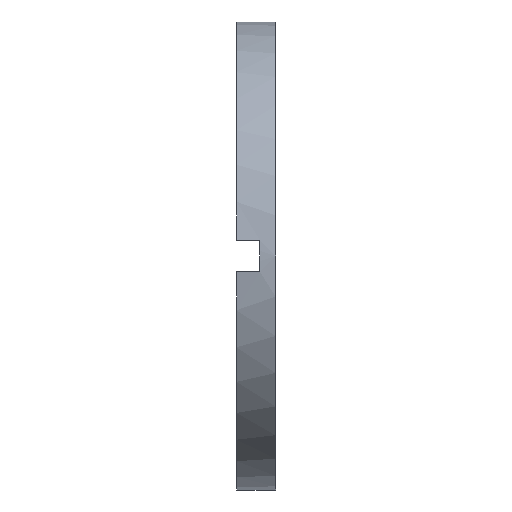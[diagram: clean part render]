
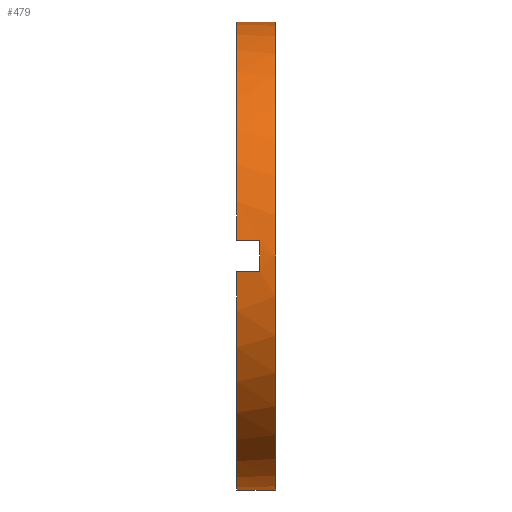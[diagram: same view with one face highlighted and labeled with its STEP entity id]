
A CAD part, left-side view. The second image highlights one B-rep face of the part: STEP entity #479.
In plain terms, the highlighted cylindrical face has radius 15 mm (diameter 30 mm), a partial arc.
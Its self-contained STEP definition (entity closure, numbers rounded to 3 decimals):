
#1 = EDGE_CURVE ( 'NONE', #409, #463, #205, .T. ) ;
#2 = AXIS2_PLACEMENT_3D ( 'NONE', #132, #398, #504 ) ;
#37 = CARTESIAN_POINT ( 'NONE',  ( -14.967, -3.464, -1. ) ) ;
#56 = EDGE_CURVE ( 'NONE', #365, #308, #433, .T. ) ;
#64 = DIRECTION ( 'NONE',  ( 0., 1., 0. ) ) ;
#74 = ORIENTED_EDGE ( 'NONE', *, *, #110, .F. ) ;
#83 = ORIENTED_EDGE ( 'NONE', *, *, #301, .F. ) ;
#87 = DIRECTION ( 'NONE',  ( 0., -1., 0. ) ) ;
#105 = DIRECTION ( 'NONE',  ( 0., 0., 1. ) ) ;
#109 = DIRECTION ( 'NONE',  ( 0., 1., 0. ) ) ;
#110 = EDGE_CURVE ( 'NONE', #339, #454, #143, .T. ) ;
#118 = LINE ( 'NONE', #208, #417 ) ;
#132 = CARTESIAN_POINT ( 'NONE',  ( 0., -4.464, 0. ) ) ;
#140 = CARTESIAN_POINT ( 'NONE',  ( 0., -1.964, 15. ) ) ;
#143 = CIRCLE ( 'NONE', #419, 15. ) ;
#146 = DIRECTION ( 'NONE',  ( 0., 1., 0. ) ) ;
#153 = CARTESIAN_POINT ( 'NONE',  ( 0., 56.261, -15. ) ) ;
#157 = VERTEX_POINT ( 'NONE', #309 ) ;
#160 = CIRCLE ( 'NONE', #271, 15. ) ;
#161 = EDGE_CURVE ( 'NONE', #365, #454, #341, .T. ) ;
#163 = DIRECTION ( 'NONE',  ( 0., 0., 1. ) ) ;
#192 = EDGE_CURVE ( 'NONE', #339, #498, #202, .T. ) ;
#199 = VECTOR ( 'NONE', #109, 1000. ) ;
#201 = CARTESIAN_POINT ( 'NONE',  ( 0., -3.464, 0. ) ) ;
#202 = LINE ( 'NONE', #373, #231 ) ;
#205 = CIRCLE ( 'NONE', #2, 15. ) ;
#207 = CARTESIAN_POINT ( 'NONE',  ( -14.967, -3.464, 1. ) ) ;
#208 = CARTESIAN_POINT ( 'NONE',  ( 0., 56.261, 15. ) ) ;
#210 = CARTESIAN_POINT ( 'NONE',  ( -14.967, -1.964, -1. ) ) ;
#213 = DIRECTION ( 'NONE',  ( 0., 1., 0. ) ) ;
#231 = VECTOR ( 'NONE', #64, 1000. ) ;
#246 = DIRECTION ( 'NONE',  ( 0., 0., 1. ) ) ;
#249 = DIRECTION ( 'NONE',  ( 0., 1., 0. ) ) ;
#251 = CARTESIAN_POINT ( 'NONE',  ( 0., -4.464, -15. ) ) ;
#269 = CYLINDRICAL_SURFACE ( 'NONE', #331, 15. ) ;
#271 = AXIS2_PLACEMENT_3D ( 'NONE', #323, #146, #105 ) ;
#273 = CARTESIAN_POINT ( 'NONE',  ( 0., -1.964, 0. ) ) ;
#298 = ORIENTED_EDGE ( 'NONE', *, *, #386, .T. ) ;
#300 = EDGE_LOOP ( 'NONE', ( #304, #429, #298, #393, #383, #74, #506, #83 ) ) ;
#301 = EDGE_CURVE ( 'NONE', #157, #498, #160, .T. ) ;
#304 = ORIENTED_EDGE ( 'NONE', *, *, #382, .F. ) ;
#307 = DIRECTION ( 'NONE',  ( 0., 0., 1. ) ) ;
#308 = VERTEX_POINT ( 'NONE', #140 ) ;
#309 = CARTESIAN_POINT ( 'NONE',  ( 0., -1.964, -15. ) ) ;
#320 = LINE ( 'NONE', #153, #199 ) ;
#323 = CARTESIAN_POINT ( 'NONE',  ( 0., -1.964, 0. ) ) ;
#331 = AXIS2_PLACEMENT_3D ( 'NONE', #397, #249, #246 ) ;
#339 = VERTEX_POINT ( 'NONE', #37 ) ;
#341 = LINE ( 'NONE', #437, #464 ) ;
#365 = VERTEX_POINT ( 'NONE', #499 ) ;
#373 = CARTESIAN_POINT ( 'NONE',  ( -14.967, 56.261, -1. ) ) ;
#382 = EDGE_CURVE ( 'NONE', #409, #157, #320, .T. ) ;
#383 = ORIENTED_EDGE ( 'NONE', *, *, #161, .T. ) ;
#386 = EDGE_CURVE ( 'NONE', #463, #308, #118, .T. ) ;
#392 = DIRECTION ( 'NONE',  ( 0., 1., 0. ) ) ;
#393 = ORIENTED_EDGE ( 'NONE', *, *, #56, .F. ) ;
#394 = FACE_OUTER_BOUND ( 'NONE', #300, .T. ) ;
#397 = CARTESIAN_POINT ( 'NONE',  ( 0., 56.261, 0. ) ) ;
#398 = DIRECTION ( 'NONE',  ( 0., 1., 0. ) ) ;
#401 = CARTESIAN_POINT ( 'NONE',  ( 0., -4.464, 15. ) ) ;
#409 = VERTEX_POINT ( 'NONE', #251 ) ;
#417 = VECTOR ( 'NONE', #213, 1000. ) ;
#419 = AXIS2_PLACEMENT_3D ( 'NONE', #201, #392, #307 ) ;
#429 = ORIENTED_EDGE ( 'NONE', *, *, #1, .T. ) ;
#431 = DIRECTION ( 'NONE',  ( 0., 1., 0. ) ) ;
#433 = CIRCLE ( 'NONE', #461, 15. ) ;
#437 = CARTESIAN_POINT ( 'NONE',  ( -14.967, 56.261, 1. ) ) ;
#454 = VERTEX_POINT ( 'NONE', #207 ) ;
#461 = AXIS2_PLACEMENT_3D ( 'NONE', #273, #431, #163 ) ;
#463 = VERTEX_POINT ( 'NONE', #401 ) ;
#464 = VECTOR ( 'NONE', #87, 1000. ) ;
#479 = ADVANCED_FACE ( 'NONE', ( #394 ), #269, .T. ) ;
#498 = VERTEX_POINT ( 'NONE', #210 ) ;
#499 = CARTESIAN_POINT ( 'NONE',  ( -14.967, -1.964, 1. ) ) ;
#504 = DIRECTION ( 'NONE',  ( 0., 0., 1. ) ) ;
#506 = ORIENTED_EDGE ( 'NONE', *, *, #192, .T. ) ;
